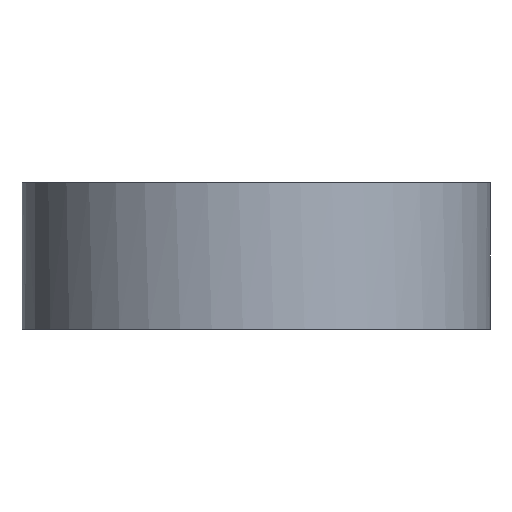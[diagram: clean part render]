
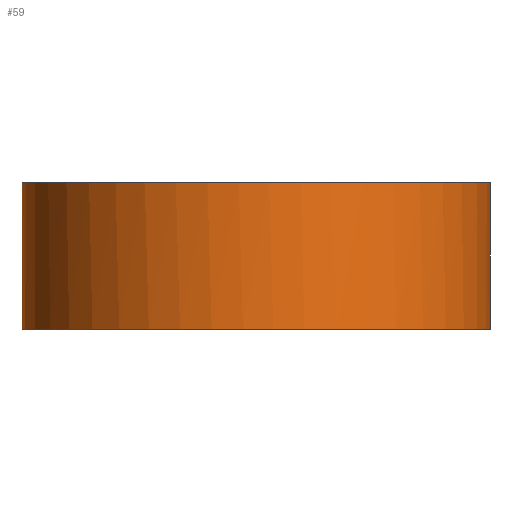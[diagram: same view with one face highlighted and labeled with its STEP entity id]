
A CAD part, front view. The second image highlights one B-rep face of the part: STEP entity #59.
In plain terms, the highlighted free-form (B-spline) face has degree [2, 1] with [5, 2] control points.
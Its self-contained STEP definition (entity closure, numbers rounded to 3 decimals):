
#59 = ADVANCED_FACE('',(#60),#96,.T.);
#60 = FACE_BOUND('',#61,.T.);
#61 = EDGE_LOOP('',(#62,#74,#81,#91));
#62 = ORIENTED_EDGE('',*,*,#63,.F.);
#63 = EDGE_CURVE('',#64,#66,#68,.T.);
#64 = VERTEX_POINT('',#65);
#65 = CARTESIAN_POINT('',(-23.165,0.,0.));
#66 = VERTEX_POINT('',#67);
#67 = CARTESIAN_POINT('',(23.165,0.,0.));
#68 = ( BOUNDED_CURVE() B_SPLINE_CURVE(2,(#69,#70,#71,#72,#73),
.UNSPECIFIED.,.F.,.F.) B_SPLINE_CURVE_WITH_KNOTS((3,2,3),(3.142,
4.712,6.283),.PIECEWISE_BEZIER_KNOTS.) CURVE() 
GEOMETRIC_REPRESENTATION_ITEM() RATIONAL_B_SPLINE_CURVE((1.,
0.707,1.,0.707,1.)) REPRESENTATION_ITEM('') );
#69 = CARTESIAN_POINT('',(-23.165,0.,0.));
#70 = CARTESIAN_POINT('',(-23.165,-23.165,0.));
#71 = CARTESIAN_POINT('',(0.,-23.165,0.));
#72 = CARTESIAN_POINT('',(23.165,-23.165,0.));
#73 = CARTESIAN_POINT('',(23.165,0.,0.));
#74 = ORIENTED_EDGE('',*,*,#75,.F.);
#75 = EDGE_CURVE('',#76,#64,#78,.T.);
#76 = VERTEX_POINT('',#77);
#77 = CARTESIAN_POINT('',(-23.165,0.,
    14.478));
#78 = B_SPLINE_CURVE_WITH_KNOTS('',1,(#79,#80),.UNSPECIFIED.,.F.,.F.,(2,
    2),(0.,10.),.PIECEWISE_BEZIER_KNOTS.);
#79 = CARTESIAN_POINT('',(-23.165,0.,14.478));
#80 = CARTESIAN_POINT('',(-23.165,0.,0.));
#81 = ORIENTED_EDGE('',*,*,#82,.F.);
#82 = EDGE_CURVE('',#83,#76,#85,.T.);
#83 = VERTEX_POINT('',#84);
#84 = CARTESIAN_POINT('',(23.165,0.,
    14.478));
#85 = ( BOUNDED_CURVE() B_SPLINE_CURVE(2,(#86,#87,#88,#89,#90),
.UNSPECIFIED.,.F.,.F.) B_SPLINE_CURVE_WITH_KNOTS((3,2,3),(0.,
1.571,3.142),.PIECEWISE_BEZIER_KNOTS.) CURVE() 
GEOMETRIC_REPRESENTATION_ITEM() RATIONAL_B_SPLINE_CURVE((1.,
0.707,1.,0.707,1.)) REPRESENTATION_ITEM('') );
#86 = CARTESIAN_POINT('',(23.165,0.,
    14.478));
#87 = CARTESIAN_POINT('',(23.165,-23.165,14.478
    ));
#88 = CARTESIAN_POINT('',(0.,-23.165,
    14.478));
#89 = CARTESIAN_POINT('',(-23.165,-23.165,14.478
    ));
#90 = CARTESIAN_POINT('',(-23.165,0.,
    14.478));
#91 = ORIENTED_EDGE('',*,*,#92,.F.);
#92 = EDGE_CURVE('',#66,#83,#93,.T.);
#93 = B_SPLINE_CURVE_WITH_KNOTS('',1,(#94,#95),.UNSPECIFIED.,.F.,.F.,(2,
    2),(0.,10.),.PIECEWISE_BEZIER_KNOTS.);
#94 = CARTESIAN_POINT('',(23.165,0.,0.));
#95 = CARTESIAN_POINT('',(23.165,0.,14.478));
#96 = ( BOUNDED_SURFACE() B_SPLINE_SURFACE(2,1,(
    (#97,#98)
    ,(#99,#100)
    ,(#101,#102)
    ,(#103,#104)
,(#105,#106
    )),.UNSPECIFIED.,.F.,.F.,.F.) B_SPLINE_SURFACE_WITH_KNOTS((3,2,3),(2
    ,2),(0.,1.571,3.142),(0.,10.),
.PIECEWISE_BEZIER_KNOTS.) GEOMETRIC_REPRESENTATION_ITEM() 
RATIONAL_B_SPLINE_SURFACE((
    (1.,1.)
    ,(0.707,0.707)
    ,(1.,1.)
    ,(0.707,0.707)
,(1.,1.))) REPRESENTATION_ITEM('') SURFACE() );
#97 = CARTESIAN_POINT('',(-23.165,0.,
    14.478));
#98 = CARTESIAN_POINT('',(-23.165,0.,
    0.));
#99 = CARTESIAN_POINT('',(-23.165,-23.165,
    14.478));
#100 = CARTESIAN_POINT('',(-23.165,-23.165,
    0.));
#101 = CARTESIAN_POINT('',(0.,-23.165,
    14.478));
#102 = CARTESIAN_POINT('',(0.,-23.165,
    0.));
#103 = CARTESIAN_POINT('',(23.165,-23.165,
    14.478));
#104 = CARTESIAN_POINT('',(23.165,-23.165,
    0.));
#105 = CARTESIAN_POINT('',(23.165,0.,
    14.478));
#106 = CARTESIAN_POINT('',(23.165,0.,
    0.));
